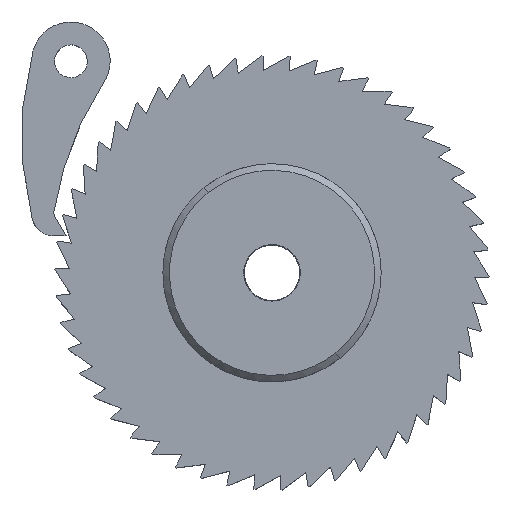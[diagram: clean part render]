
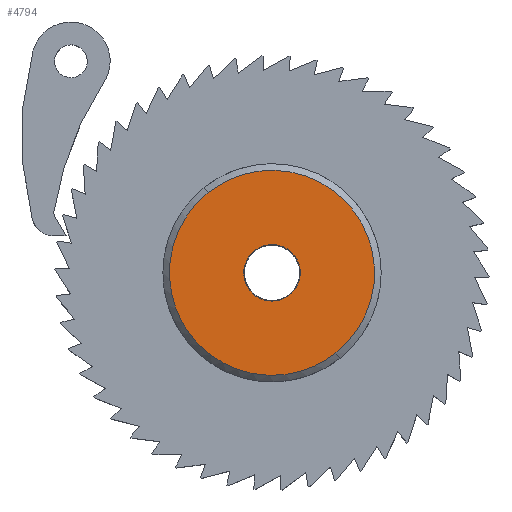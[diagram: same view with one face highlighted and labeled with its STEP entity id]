
A CAD part, top view. The second image highlights one B-rep face of the part: STEP entity #4794.
In plain terms, the highlighted free-form (B-spline) face has degree [1, 1] with [2, 2] control points.
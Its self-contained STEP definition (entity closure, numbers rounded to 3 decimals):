
#21 = EDGE_CURVE('',#22,#24,#26,.T.);
#22 = VERTEX_POINT('',#23);
#23 = CARTESIAN_POINT('',(-35.92,45.035,
    22.062));
#24 = VERTEX_POINT('',#25);
#25 = CARTESIAN_POINT('',(35.92,-45.035,22.062
    ));
#26 = ( BOUNDED_CURVE() B_SPLINE_CURVE(2,(#27,#28,#29,#30,#31),
.UNSPECIFIED.,.F.,.F.) B_SPLINE_CURVE_WITH_KNOTS((3,2,3),(0.,
1.571,3.142),.PIECEWISE_BEZIER_KNOTS.) CURVE() 
GEOMETRIC_REPRESENTATION_ITEM() RATIONAL_B_SPLINE_CURVE((1.,
0.707,1.,0.707,1.)) REPRESENTATION_ITEM('') );
#27 = CARTESIAN_POINT('',(-35.92,45.035,
    22.062));
#28 = CARTESIAN_POINT('',(-80.956,9.115,22.062
    ));
#29 = CARTESIAN_POINT('',(-45.035,-35.92,
    22.062));
#30 = CARTESIAN_POINT('',(-9.115,-80.956,
    22.062));
#31 = CARTESIAN_POINT('',(35.92,-45.035,22.062
    ));
#120 = VERTEX_POINT('',#121);
#121 = CARTESIAN_POINT('',(-9.9,12.412,
    22.062));
#126 = EDGE_CURVE('',#120,#127,#129,.T.);
#127 = VERTEX_POINT('',#128);
#128 = CARTESIAN_POINT('',(9.9,-12.412,
    22.062));
#129 = ( BOUNDED_CURVE() B_SPLINE_CURVE(2,(#130,#131,#132,#133,#134),
.UNSPECIFIED.,.F.,.F.) B_SPLINE_CURVE_WITH_KNOTS((3,2,3),(0.,
1.571,3.142),.PIECEWISE_BEZIER_KNOTS.) CURVE() 
GEOMETRIC_REPRESENTATION_ITEM() RATIONAL_B_SPLINE_CURVE((1.,
0.707,1.,0.707,1.)) REPRESENTATION_ITEM('') );
#130 = CARTESIAN_POINT('',(-9.9,12.412,
    22.062));
#131 = CARTESIAN_POINT('',(2.512,22.313,
    22.062));
#132 = CARTESIAN_POINT('',(12.412,9.9,
    22.062));
#133 = CARTESIAN_POINT('',(22.313,-2.512,
    22.062));
#134 = CARTESIAN_POINT('',(9.9,-12.412,
    22.062));
#4794 = ADVANCED_FACE('',(#4795,#4806),#4817,.T.);
#4795 = FACE_BOUND('',#4796,.T.);
#4796 = EDGE_LOOP('',(#4797,#4805));
#4797 = ORIENTED_EDGE('',*,*,#4798,.T.);
#4798 = EDGE_CURVE('',#24,#22,#4799,.T.);
#4799 = ( BOUNDED_CURVE() B_SPLINE_CURVE(2,(#4800,#4801,#4802,#4803,
#4804),.UNSPECIFIED.,.F.,.F.) B_SPLINE_CURVE_WITH_KNOTS((3,2,3),(
    3.142,4.712,6.283),
.PIECEWISE_BEZIER_KNOTS.) CURVE() GEOMETRIC_REPRESENTATION_ITEM() 
RATIONAL_B_SPLINE_CURVE((1.,0.707,1.,0.707,1.)) 
REPRESENTATION_ITEM('') );
#4800 = CARTESIAN_POINT('',(35.92,-45.035,
    22.062));
#4801 = CARTESIAN_POINT('',(80.956,-9.115,
    22.062));
#4802 = CARTESIAN_POINT('',(45.035,35.92,
    22.062));
#4803 = CARTESIAN_POINT('',(9.115,80.956,
    22.062));
#4804 = CARTESIAN_POINT('',(-35.92,45.035,
    22.062));
#4805 = ORIENTED_EDGE('',*,*,#21,.T.);
#4806 = FACE_BOUND('',#4807,.T.);
#4807 = EDGE_LOOP('',(#4808,#4809));
#4808 = ORIENTED_EDGE('',*,*,#126,.T.);
#4809 = ORIENTED_EDGE('',*,*,#4810,.T.);
#4810 = EDGE_CURVE('',#127,#120,#4811,.T.);
#4811 = ( BOUNDED_CURVE() B_SPLINE_CURVE(2,(#4812,#4813,#4814,#4815,
#4816),.UNSPECIFIED.,.F.,.F.) B_SPLINE_CURVE_WITH_KNOTS((3,2,3),(
    3.142,4.712,6.283),
.PIECEWISE_BEZIER_KNOTS.) CURVE() GEOMETRIC_REPRESENTATION_ITEM() 
RATIONAL_B_SPLINE_CURVE((1.,0.707,1.,0.707,1.)) 
REPRESENTATION_ITEM('') );
#4812 = CARTESIAN_POINT('',(9.9,-12.412,
    22.062));
#4813 = CARTESIAN_POINT('',(-2.512,-22.313,
    22.062));
#4814 = CARTESIAN_POINT('',(-12.412,-9.9,
    22.062));
#4815 = CARTESIAN_POINT('',(-22.313,2.512,
    22.062));
#4816 = CARTESIAN_POINT('',(-9.9,12.412,
    22.062));
#4817 = B_SPLINE_SURFACE_WITH_KNOTS('',1,1,(
    (#4818,#4819)
    ,(#4820,#4821
    )),.UNSPECIFIED.,.F.,.F.,.F.,(2,2),(2,2),(-47.,47.),(-47.,47.),
  .PIECEWISE_BEZIER_KNOTS.);
#4818 = CARTESIAN_POINT('',(80.956,-9.115,
    22.062));
#4819 = CARTESIAN_POINT('',(-9.115,-80.956,
    22.062));
#4820 = CARTESIAN_POINT('',(9.115,80.956,
    22.062));
#4821 = CARTESIAN_POINT('',(-80.956,9.115,
    22.062));
